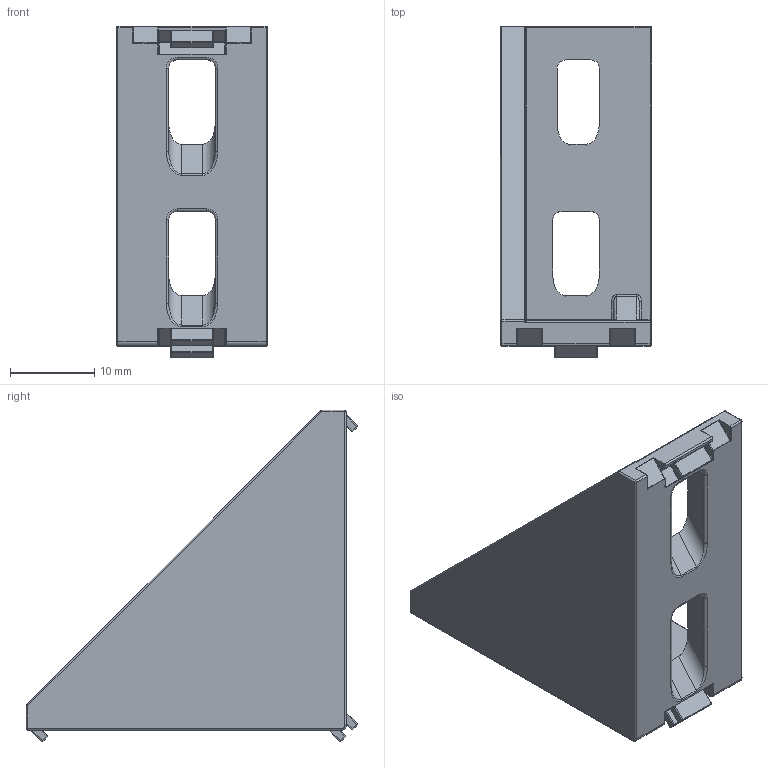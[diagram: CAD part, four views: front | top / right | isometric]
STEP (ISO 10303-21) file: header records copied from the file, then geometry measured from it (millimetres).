
FILE_DESCRIPTION((''),'2;1');
FILE_NAME('AR3578.stp','2016-12-13T14:44:13',('Envy'),(''),'Autodesk Inventor 2013','Autodesk Inventor 2013','');
FILE_SCHEMA(('AUTOMOTIVE_DESIGN { 1 0 10303 214 1 1 1 1 }'));
Length unit declared in the file: millimetre
Products named in the file (1): AR3578 kątownik 20x40
Bounding box: 18 x 39.37 x 39.37 mm (x, y, z)
Volume: 5016.7 mm3; surface area: 4313.1 mm2
Topology: 1 solids, 1 shells, 426 faces, 995 edges, 540 vertices
Faces by surface type: cylinder 186, bspline 93, plane 74, torus 43, sphere 30
Entity records: 13924 total; most frequent: CARTESIAN_POINT 4522, DIRECTION 2045, ORIENTED_EDGE 1928, EDGE_CURVE 964, AXIS2_PLACEMENT_3D 828, VERTEX_POINT 540, EDGE_LOOP 434, FACE_OUTER_BOUND 426
